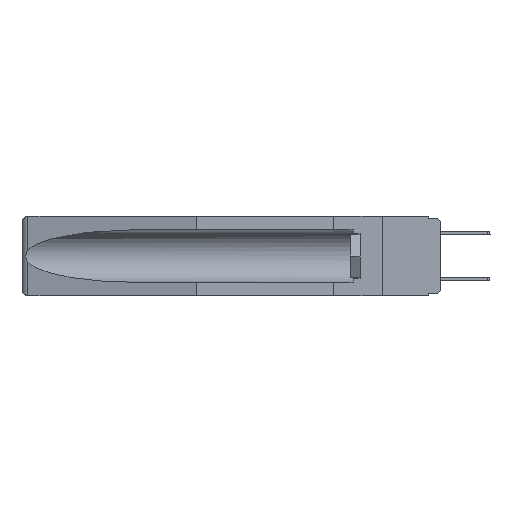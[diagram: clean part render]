
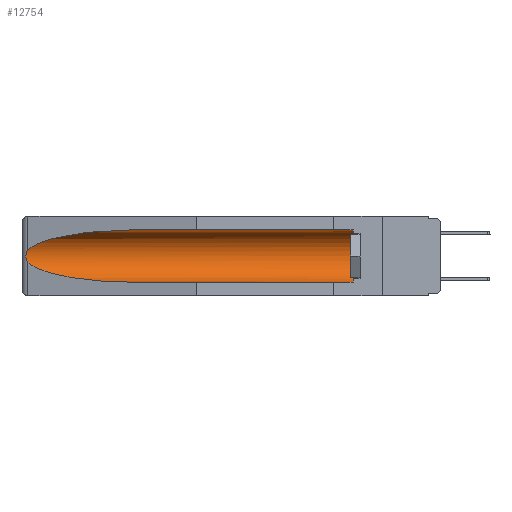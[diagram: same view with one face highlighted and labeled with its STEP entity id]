
A CAD part, left-side view. The second image highlights one B-rep face of the part: STEP entity #12754.
In plain terms, the highlighted cylindrical face has radius 2.857 mm (diameter 5.715 mm), a partial arc.
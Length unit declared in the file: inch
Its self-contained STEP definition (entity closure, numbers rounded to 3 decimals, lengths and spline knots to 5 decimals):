
#266 = VERTEX_POINT ( 'NONE', #8050 ) ;
#270 = DIRECTION ( 'NONE',  ( 0., 1., 0. ) ) ;
#1206 = VERTEX_POINT ( 'NONE', #21172 ) ;
#1411 = CARTESIAN_POINT ( 'NONE',  ( 0.26537, 1.52718, -0.19328 ) ) ;
#1785 = B_SPLINE_CURVE_WITH_KNOTS ( 'NONE', 3,
 ( #15892, #6830, #8824, #12080, #16009, #21428, #17813, #12316, #3335, #1411 ),
 .UNSPECIFIED., .F., .F.,
 ( 4, 2, 2, 2, 4 ),
 ( 0., 0.00029, 0.00058, 0.00087, 0.00117 ),
 .UNSPECIFIED. ) ;
#2510 = ORIENTED_EDGE ( 'NONE', *, *, #21856, .T. ) ;
#3312 = LINE ( 'NONE', #10602, #23074 ) ;
#3335 = CARTESIAN_POINT ( 'NONE',  ( 0.26597, 1.5296, -0.19026 ) ) ;
#4315 = AXIS2_PLACEMENT_3D ( 'NONE', #18593, #270, #4347 ) ;
#4347 = DIRECTION ( 'NONE',  ( 0., 0., 1. ) ) ;
#4410 = EDGE_CURVE ( 'NONE', #266, #20003, #3312, .T. ) ;
#5108 = CARTESIAN_POINT ( 'NONE',  ( 0.155, 1.07973, -0.284 ) ) ;
#5111 = CARTESIAN_POINT ( 'NONE',  ( 0.21114, 1.30732, -0.284 ) ) ;
#5140 = DIRECTION ( 'NONE',  ( 0., 1., 0. ) ) ;
#6825 = ORIENTED_EDGE ( 'NONE', *, *, #11628, .T. ) ;
#6830 = CARTESIAN_POINT ( 'NONE',  ( 0.26597, 1.52961, -0.15275 ) ) ;
#7245 = CARTESIAN_POINT ( 'NONE',  ( 0.155, 1.07973, -0.059 ) ) ;
#8050 = CARTESIAN_POINT ( 'NONE',  ( 0.155, 0.126, -0.284 ) ) ;
#8139 = VERTEX_POINT ( 'NONE', #18727 ) ;
#8824 = CARTESIAN_POINT ( 'NONE',  ( 0.26654, 1.53092, -0.15636 ) ) ;
#8897 =( BOUNDED_CURVE ( )  B_SPLINE_CURVE ( 3, ( #10608, #9054, #5111, #10846 ),
 .UNSPECIFIED., .F., .F. ) 
 B_SPLINE_CURVE_WITH_KNOTS ( ( 4, 4 ),
 ( 0.1948, 1.5708 ),
 .UNSPECIFIED. ) 
 CURVE ( )  GEOMETRIC_REPRESENTATION_ITEM ( )  RATIONAL_B_SPLINE_CURVE ( ( 1., 0.848, 0.848, 1. ) ) 
 REPRESENTATION_ITEM ( '' )  );
#8956 = DIRECTION ( 'NONE',  ( 0., 0., 1. ) ) ;
#9054 = CARTESIAN_POINT ( 'NONE',  ( 0.25451, 1.48313, -0.24835 ) ) ;
#9075 = CARTESIAN_POINT ( 'NONE',  ( 0.155, 0.126, -0.1715 ) ) ;
#10511 = DIRECTION ( 'NONE',  ( 0., -1., 0. ) ) ;
#10602 = CARTESIAN_POINT ( 'NONE',  ( 0.155, -0.30754, -0.284 ) ) ;
#10608 = CARTESIAN_POINT ( 'NONE',  ( 0.26537, 1.52718, -0.19328 ) ) ;
#10846 = CARTESIAN_POINT ( 'NONE',  ( 0.155, 1.07973, -0.284 ) ) ;
#11628 = EDGE_CURVE ( 'NONE', #1206, #16340, #1785, .T. ) ;
#12080 = CARTESIAN_POINT ( 'NONE',  ( 0.2673, 1.5327, -0.16383 ) ) ;
#12095 = CIRCLE ( 'NONE', #20509, 0.1125 ) ;
#12190 = ORIENTED_EDGE ( 'NONE', *, *, #19516, .T. ) ;
#12217 = ORIENTED_EDGE ( 'NONE', *, *, #4410, .F. ) ;
#12316 = CARTESIAN_POINT ( 'NONE',  ( 0.26655, 1.53094, -0.18657 ) ) ;
#12562 = CARTESIAN_POINT ( 'NONE',  ( 0.155, -0.30754, -0.059 ) ) ;
#12754 = ADVANCED_FACE ( 'NONE', ( #20754 ), #22198, .F. ) ;
#12962 = LINE ( 'NONE', #12562, #20796 ) ;
#13648 = VERTEX_POINT ( 'NONE', #15145 ) ;
#14526 = CARTESIAN_POINT ( 'NONE',  ( 0.21114, 1.30732, -0.059 ) ) ;
#15145 = CARTESIAN_POINT ( 'NONE',  ( 0.155, 0.126, -0.059 ) ) ;
#15644 = DIRECTION ( 'NONE',  ( 0., 1., 0. ) ) ;
#15892 = CARTESIAN_POINT ( 'NONE',  ( 0.26537, 1.52718, -0.14972 ) ) ;
#16009 = CARTESIAN_POINT ( 'NONE',  ( 0.2675, 1.53308, -0.16763 ) ) ;
#16340 = VERTEX_POINT ( 'NONE', #18158 ) ;
#16879 =( BOUNDED_CURVE ( )  B_SPLINE_CURVE ( 3, ( #7245, #14526, #18362, #18729 ),
 .UNSPECIFIED., .F., .F. ) 
 B_SPLINE_CURVE_WITH_KNOTS ( ( 4, 4 ),
 ( 4.71239, 6.08839 ),
 .UNSPECIFIED. ) 
 CURVE ( )  GEOMETRIC_REPRESENTATION_ITEM ( )  RATIONAL_B_SPLINE_CURVE ( ( 1., 0.848, 0.848, 1. ) ) 
 REPRESENTATION_ITEM ( '' )  );
#16925 = EDGE_LOOP ( 'NONE', ( #2510, #6825, #20893, #12217, #23328, #12190 ) ) ;
#17813 = CARTESIAN_POINT ( 'NONE',  ( 0.2673, 1.53269, -0.17917 ) ) ;
#17956 = EDGE_CURVE ( 'NONE', #266, #13648, #12095, .T. ) ;
#18158 = CARTESIAN_POINT ( 'NONE',  ( 0.26537, 1.52718, -0.19328 ) ) ;
#18362 = CARTESIAN_POINT ( 'NONE',  ( 0.25451, 1.48313, -0.09465 ) ) ;
#18593 = CARTESIAN_POINT ( 'NONE',  ( 0.155, -0.30754, -0.1715 ) ) ;
#18727 = CARTESIAN_POINT ( 'NONE',  ( 0.155, 1.07973, -0.059 ) ) ;
#18729 = CARTESIAN_POINT ( 'NONE',  ( 0.26537, 1.52718, -0.14972 ) ) ;
#19516 = EDGE_CURVE ( 'NONE', #13648, #8139, #12962, .T. ) ;
#20003 = VERTEX_POINT ( 'NONE', #5108 ) ;
#20509 = AXIS2_PLACEMENT_3D ( 'NONE', #9075, #10511, #8956 ) ;
#20754 = FACE_OUTER_BOUND ( 'NONE', #16925, .T. ) ;
#20796 = VECTOR ( 'NONE', #5140, 39.37008 ) ;
#20893 = ORIENTED_EDGE ( 'NONE', *, *, #21331, .T. ) ;
#21172 = CARTESIAN_POINT ( 'NONE',  ( 0.26537, 1.52718, -0.14972 ) ) ;
#21331 = EDGE_CURVE ( 'NONE', #16340, #20003, #8897, .T. ) ;
#21428 = CARTESIAN_POINT ( 'NONE',  ( 0.2675, 1.53308, -0.17534 ) ) ;
#21856 = EDGE_CURVE ( 'NONE', #8139, #1206, #16879, .T. ) ;
#22198 = CYLINDRICAL_SURFACE ( 'NONE', #4315, 0.1125 ) ;
#23074 = VECTOR ( 'NONE', #15644, 39.37008 ) ;
#23328 = ORIENTED_EDGE ( 'NONE', *, *, #17956, .T. ) ;
